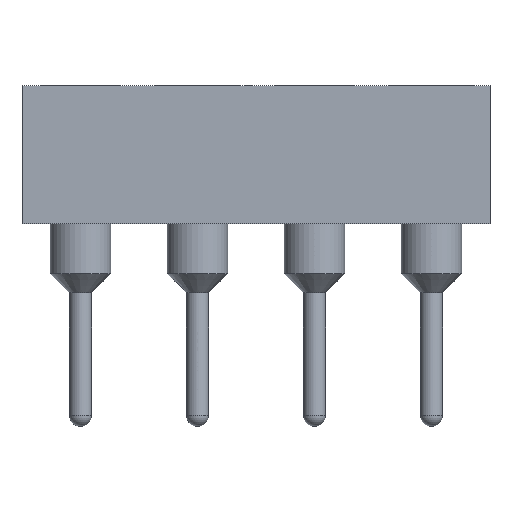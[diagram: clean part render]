
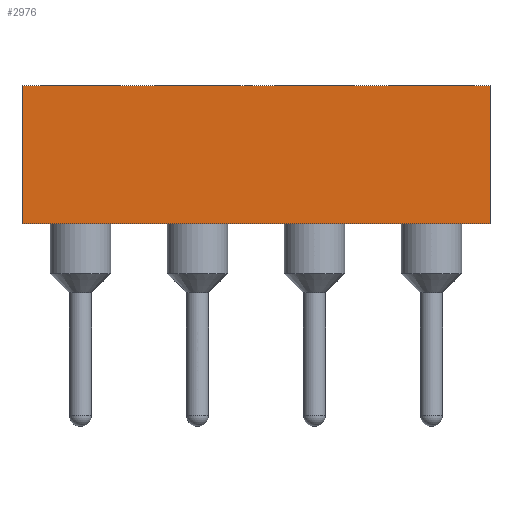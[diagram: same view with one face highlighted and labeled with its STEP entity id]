
A CAD part, front view. The second image highlights one B-rep face of the part: STEP entity #2976.
In plain terms, the highlighted planar face has unit normal (0, -1, 0).
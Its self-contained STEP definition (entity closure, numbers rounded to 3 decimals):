
#2976=ADVANCED_FACE('',(#5571),#5573,.T.);
#5571=FACE_BOUND('',#5572,.T.);
#5572=EDGE_LOOP('',(#7011,#7012,#7013,#7014));
#5573=PLANE('',#5574);
#5574=AXIS2_PLACEMENT_3D('',#5575,#5576,#5577);
#5575=CARTESIAN_POINT('',(1.27,-1.27,1.5));
#5576=DIRECTION('',(0.,-1.,0.));
#5577=DIRECTION('',(0.,0.,1.));
#7011=ORIENTED_EDGE('',*,*,#7669,.F.);
#7012=ORIENTED_EDGE('',*,*,#7638,.F.);
#7013=ORIENTED_EDGE('',*,*,#7663,.T.);
#7014=ORIENTED_EDGE('',*,*,#7684,.T.);
#7638=EDGE_CURVE('',#8626,#8628,#8629,.T.);
#7663=EDGE_CURVE('',#8626,#8675,#8677,.T.);
#7669=EDGE_CURVE('',#8628,#8679,#8687,.T.);
#7684=EDGE_CURVE('',#8675,#8679,#8706,.T.);
#8626=VERTEX_POINT('',#12228);
#8628=VERTEX_POINT('',#12232);
#8629=LINE('',#12233,#12234);
#8675=VERTEX_POINT('',#12336);
#8677=LINE('',#12340,#12341);
#8679=VERTEX_POINT('',#12346);
#8687=LINE('',#12362,#12363);
#8706=LINE('',#12412,#12413);
#12228=CARTESIAN_POINT('',(8.89,-1.27,1.5));
#12232=CARTESIAN_POINT('',(-1.27,-1.27,1.5));
#12233=CARTESIAN_POINT('',(8.89,-1.27,1.5));
#12234=VECTOR('',#12235,1.);
#12235=DIRECTION('',(-1.,0.,0.));
#12336=CARTESIAN_POINT('',(8.89,-1.27,4.5));
#12340=CARTESIAN_POINT('',(8.89,-1.27,1.5));
#12341=VECTOR('',#12342,1.);
#12342=DIRECTION('',(0.,0.,1.));
#12346=CARTESIAN_POINT('',(-1.27,-1.27,4.5));
#12362=CARTESIAN_POINT('',(-1.27,-1.27,1.5));
#12363=VECTOR('',#12364,1.);
#12364=DIRECTION('',(0.,0.,1.));
#12412=CARTESIAN_POINT('',(8.89,-1.27,4.5));
#12413=VECTOR('',#12414,1.);
#12414=DIRECTION('',(-1.,0.,0.));
